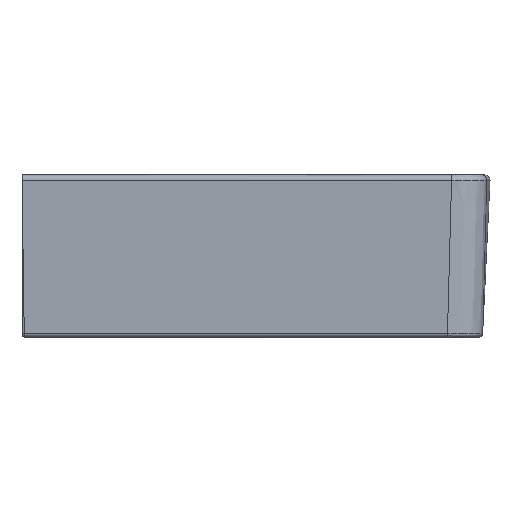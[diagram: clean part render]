
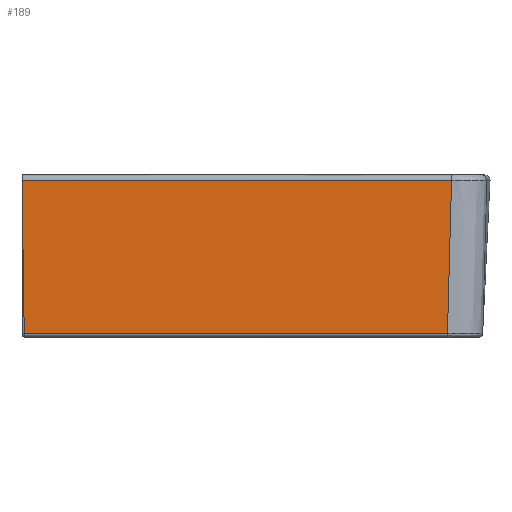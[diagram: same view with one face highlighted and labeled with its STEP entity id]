
A CAD part, left-side view. The second image highlights one B-rep face of the part: STEP entity #189.
In plain terms, the highlighted free-form (B-spline) face has degree [3, 1] with [6, 2] control points.
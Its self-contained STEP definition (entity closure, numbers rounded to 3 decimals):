
#46=LINE('',#5587,#57);
#50=LINE('',#7301,#62);
#57=VECTOR('',#2428,1.);
#62=VECTOR('',#2437,1.);
#189=ADVANCED_FACE('',(#453),#323,.T.);
#323=B_SPLINE_SURFACE_WITH_KNOTS('',3,1,((#7307,#7308),(#7309,#7310),(#7311,
#7312),(#7313,#7314),(#7315,#7316),(#7317,#7318)),.UNSPECIFIED.,.F.,.F.,
 .F.,(4,1,1,4),(2,2),(0.,0.202,0.788,1.),(0.,1.),
 .UNSPECIFIED.);
#453=FACE_OUTER_BOUND('',#597,.T.);
#597=EDGE_LOOP('',(#1165,#1166,#1167,#1168));
#660=(
BOUNDED_CURVE()
B_SPLINE_CURVE(3,(#7303,#7304,#7305,#7306),.UNSPECIFIED.,.F.,.F.)
B_SPLINE_CURVE_WITH_KNOTS((4,4),(0.,1.),.UNSPECIFIED.)
CURVE()
GEOMETRIC_REPRESENTATION_ITEM()
RATIONAL_B_SPLINE_CURVE((1.,1.,1.,
1.))
REPRESENTATION_ITEM('')
);
#1165=ORIENTED_EDGE('',*,*,#1968,.F.);
#1166=ORIENTED_EDGE('',*,*,#1870,.T.);
#1167=ORIENTED_EDGE('',*,*,#1871,.T.);
#1168=ORIENTED_EDGE('',*,*,#1969,.F.);
#1457=VERTEX_POINT('',#2599);
#1529=VERTEX_POINT('',#4409);
#1563=VERTEX_POINT('',#5588);
#1632=VERTEX_POINT('',#7302);
#1870=EDGE_CURVE('',#1457,#1529,#2244,.T.);
#1871=EDGE_CURVE('',#1529,#1563,#46,.T.);
#1968=EDGE_CURVE('',#1457,#1632,#50,.T.);
#1969=EDGE_CURVE('',#1632,#1563,#660,.T.);
#2244=B_SPLINE_CURVE_WITH_KNOTS('',3,(#5545,#5546,#5547,#5548,#5549,#5550,
#5551,#5552,#5553,#5554,#5555,#5556,#5557,#5558,#5559,#5560,#5561,#5562,
#5563,#5564,#5565,#5566,#5567,#5568,#5569,#5570,#5571,#5572,#5573,#5574),
 .UNSPECIFIED.,.F.,.F.,(4,2,2,2,1,1,1,1,2,2,2,2,1,1,1,1,2,2,4),(0.,0.125,
0.188,0.219,0.234,0.242,
0.246,0.248,0.249,0.25,
0.375,0.438,0.469,0.484,
0.492,0.496,0.498,0.5,
1.),.UNSPECIFIED.);
#2428=DIRECTION('',(-0.003,-1.,0.));
#2437=DIRECTION('',(-0.003,-1.,0.));
#2599=CARTESIAN_POINT('',(-295.567,270.9,-7.691));
#4409=CARTESIAN_POINT('',(-289.777,267.85,-215.543));
#5545=CARTESIAN_POINT('',(-295.567,270.9,-7.691));
#5546=CARTESIAN_POINT('',(-295.461,270.651,-19.042));
#5547=CARTESIAN_POINT('',(-295.334,270.433,-29.017));
#5548=CARTESIAN_POINT('',(-295.145,270.156,-41.916));
#5549=CARTESIAN_POINT('',(-295.082,270.071,-45.871));
#5550=CARTESIAN_POINT('',(-294.991,269.957,-51.289));
#5551=CARTESIAN_POINT('',(-294.962,269.921,-53.008));
#5552=CARTESIAN_POINT('',(-294.918,269.869,-55.459));
#5553=CARTESIAN_POINT('',(-294.897,269.844,-56.652));
#5554=CARTESIAN_POINT('',(-294.873,269.817,-57.988));
#5555=CARTESIAN_POINT('',(-294.861,269.803,-58.641));
#5556=CARTESIAN_POINT('',(-294.855,269.797,-58.965));
#5557=CARTESIAN_POINT('',(-294.852,269.794,-59.103));
#5558=CARTESIAN_POINT('',(-294.85,269.792,-59.194));
#5559=CARTESIAN_POINT('',(-294.85,269.792,-59.211));
#5560=CARTESIAN_POINT('',(-294.672,269.593,-68.858));
#5561=CARTESIAN_POINT('',(-294.479,269.413,-77.964));
#5562=CARTESIAN_POINT('',(-294.175,269.17,-90.924));
#5563=CARTESIAN_POINT('',(-294.072,269.094,-95.127));
#5564=CARTESIAN_POINT('',(-293.915,268.985,-101.258));
#5565=CARTESIAN_POINT('',(-293.836,268.933,-104.28));
#5566=CARTESIAN_POINT('',(-293.743,268.874,-107.728));
#5567=CARTESIAN_POINT('',(-293.696,268.846,-109.434));
#5568=CARTESIAN_POINT('',(-293.673,268.832,-110.282));
#5569=CARTESIAN_POINT('',(-293.663,268.826,-110.644));
#5570=CARTESIAN_POINT('',(-293.656,268.822,-110.885));
#5571=CARTESIAN_POINT('',(-293.654,268.82,-110.976));
#5572=CARTESIAN_POINT('',(-292.58,268.183,-149.645));
#5573=CARTESIAN_POINT('',(-291.22,267.861,-184.448));
#5574=CARTESIAN_POINT('',(-289.777,267.851,-215.543));
#5587=CARTESIAN_POINT('',(-289.771,269.566,-215.543));
#5588=CARTESIAN_POINT('',(-291.586,-306.848,-215.543));
#7301=CARTESIAN_POINT('',(-297.403,-312.404,-7.691));
#7302=CARTESIAN_POINT('',(-297.403,-312.404,-7.691));
#7303=CARTESIAN_POINT('',(-297.403,-312.404,-7.691));
#7304=CARTESIAN_POINT('',(-296.75,-311.854,-77.03));
#7305=CARTESIAN_POINT('',(-294.809,-310.043,-146.347));
#7306=CARTESIAN_POINT('',(-291.586,-306.848,-215.543));
#7307=CARTESIAN_POINT('',(-287.768,-399.848,-293.305));
#7308=CARTESIAN_POINT('',(-285.565,299.886,-293.305));
#7309=CARTESIAN_POINT('',(-289.2,-399.848,-268.902));
#7310=CARTESIAN_POINT('',(-286.997,299.886,-268.902));
#7311=CARTESIAN_POINT('',(-294.312,-399.848,-173.852));
#7312=CARTESIAN_POINT('',(-292.109,299.886,-173.852));
#7313=CARTESIAN_POINT('',(-297.732,-399.848,-53.139));
#7314=CARTESIAN_POINT('',(-295.53,299.886,-53.139));
#7315=CARTESIAN_POINT('',(-297.984,-399.848,43.22));
#7316=CARTESIAN_POINT('',(-295.781,299.886,43.22));
#7317=CARTESIAN_POINT('',(-297.94,-399.848,68.837));
#7318=CARTESIAN_POINT('',(-295.737,299.886,68.837));
